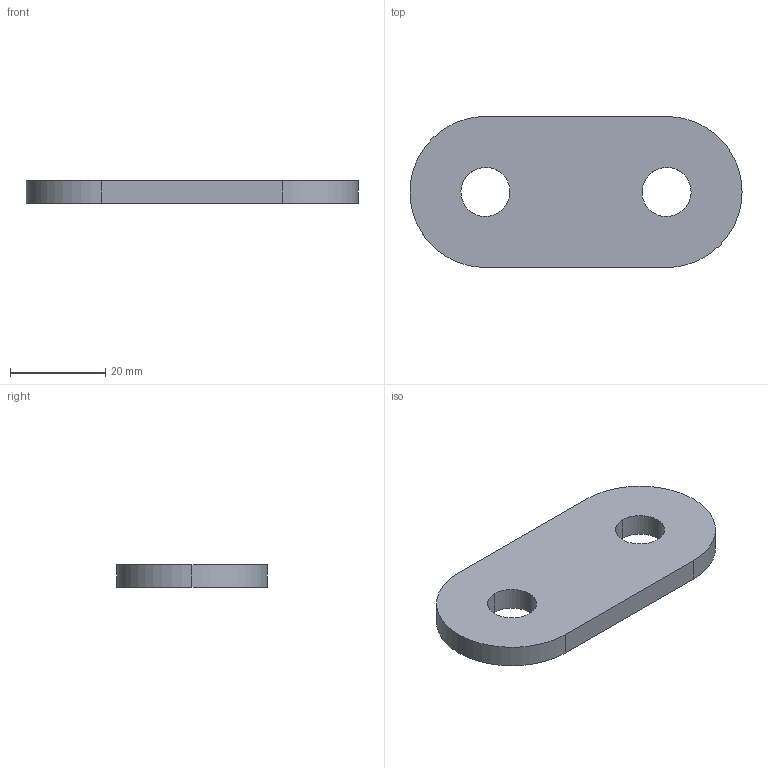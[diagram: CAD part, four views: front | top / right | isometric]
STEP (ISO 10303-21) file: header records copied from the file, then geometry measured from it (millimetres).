
FILE_DESCRIPTION(('TurboCAD Mac Pro'),'Build 980');
FILE_NAME('A1065.stp',' ',(''),(''),'ACIS Interop','IMSI','TurboCAD Mac Pro BY IMSI, INCORPORATED');
FILE_SCHEMA(('automotive_design'));
Length unit declared in the file: inch
Products named in the file (2): 1; 2
Bounding box: 69.85 x 31.75 x 4.76 mm (x, y, z)
Volume: 8736.5 mm3; surface area: 4815.7 mm2
Topology: 1 solids, 1 shells, 16 faces, 42 edges, 28 vertices
Faces by surface type: bspline 12, plane 4
Entity records: 916 total; most frequent: CARTESIAN_POINT 294, ORIENTED_EDGE 84, EDGE_CURVE 42, B_SPLINE_CURVE_WITH_KNOTS 36, DIRECTION 32, STYLED_ITEM 31, PRESENTATION_STYLE_ASSIGNMENT 31, COLOUR_RGB 31
